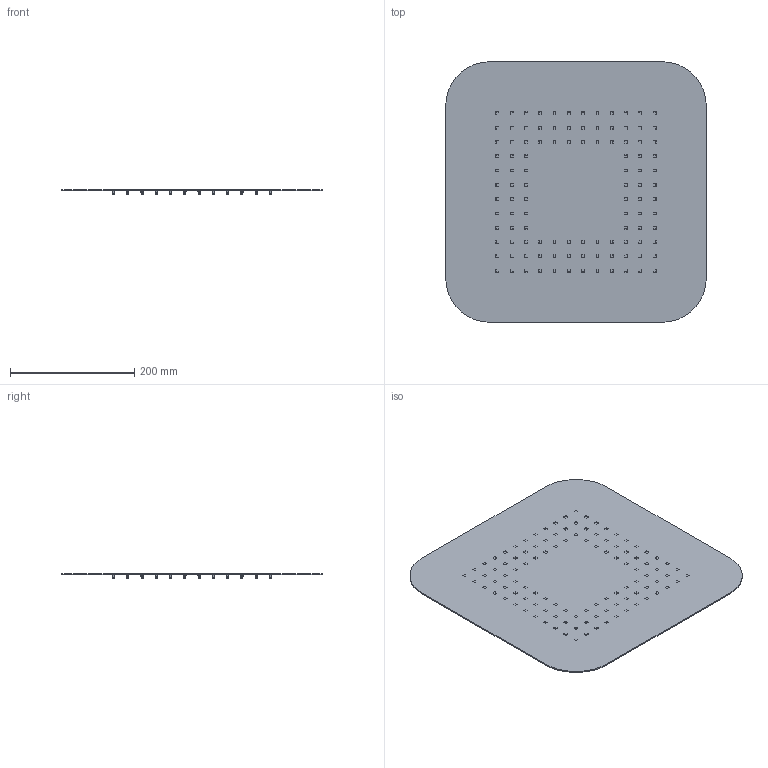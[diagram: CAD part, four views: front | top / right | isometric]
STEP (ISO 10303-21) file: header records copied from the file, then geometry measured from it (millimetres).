
FILE_DESCRIPTION(/* description */ ('Unknown'),/* implementation_level */ '2;1');
FILE_NAME(/* name */ 'M147',/* time_stamp */ '2021-04-12T16:25:29+02:00',/* author */ ('Unknown'),/* organization */ ('Unknown'),/* preprocessor_version */ 'ST-DEVELOPER v16.7',/* originating_system */ 'DEX',/* authorisation */ $);
FILE_SCHEMA (('AUTOMOTIVE_DESIGN {1 0 10303 214 3 1 1}'));
Products named in the file (2): M147 - E044096_sempl; E044096_SEMPL_oa_0
Assembly tree (1 placements, depth 2):
  M147 - E044096_sempl
    E044096_SEMPL_oa_0
Bounding box: 420 x 420 x 7.5 mm (x, y, z)
Volume: 352157 mm3; surface area: 361910.8 mm2
Topology: 1 solids, 1 shells, 3348 faces, 9754 edges, 6502 vertices
Faces by surface type: plane 1508, cylinder 1264, bspline 576
Entity records: 146181 total; most frequent: CARTESIAN_POINT 35566, ORIENTED_EDGE 19508, DIRECTION 16298, EDGE_CURVE 9754, VERTEX_POINT 6502, LINE 6270, VECTOR 6270, AXIS2_PLACEMENT_3D 5014
